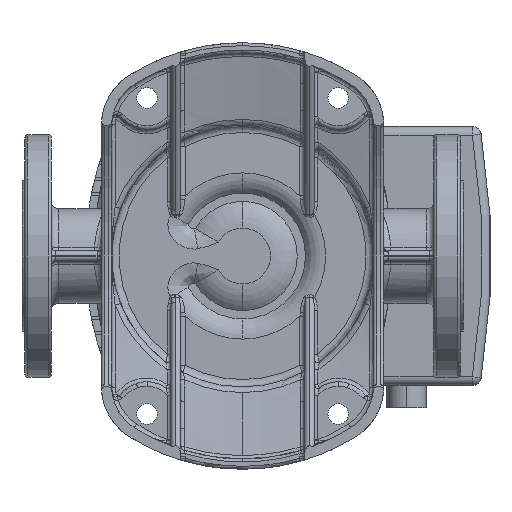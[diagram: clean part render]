
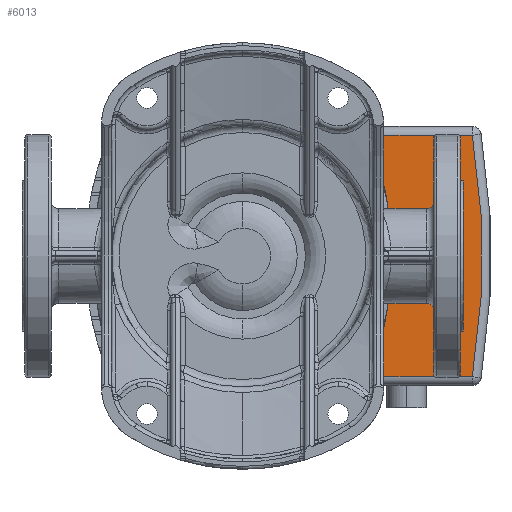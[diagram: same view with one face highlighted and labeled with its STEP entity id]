
A CAD part, front view. The second image highlights one B-rep face of the part: STEP entity #6013.
In plain terms, the highlighted face is planar.
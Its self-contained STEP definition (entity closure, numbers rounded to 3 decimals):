
#418 = VERTEX_POINT ( 'NONE', #10956 ) ;
#455 = LINE ( 'NONE', #17657, #15633 ) ;
#1372 = VERTEX_POINT ( 'NONE', #49903 ) ;
#1540 = CIRCLE ( 'NONE', #47068, 501. ) ;
#2022 = VECTOR ( 'NONE', #2216, 1000. ) ;
#2179 = AXIS2_PLACEMENT_3D ( 'NONE', #4470, #54942, #65930 ) ;
#2216 = DIRECTION ( 'NONE',  ( 1., 0., 0. ) ) ;
#2750 = CIRCLE ( 'NONE', #12100, 90.5 ) ;
#3971 = ORIENTED_EDGE ( 'NONE', *, *, #10138, .T. ) ;
#4119 = CARTESIAN_POINT ( 'NONE',  ( 65.926, 62., -113.5 ) ) ;
#4470 = CARTESIAN_POINT ( 'NONE',  ( -106.5, 0., -113.5 ) ) ;
#5527 = DIRECTION ( 'NONE',  ( 0., -1., 0. ) ) ;
#6013 = ADVANCED_FACE ( 'NONE', ( #44361 ), #66690, .T. ) ;
#6248 = LINE ( 'NONE', #28579, #2022 ) ;
#6595 = CARTESIAN_POINT ( 'NONE',  ( 82.1, 107., -113.5 ) ) ;
#7213 = CARTESIAN_POINT ( 'NONE',  ( -82.1, 64., -113.5 ) ) ;
#8083 = LINE ( 'NONE', #69544, #44252 ) ;
#8834 = DIRECTION ( 'NONE',  ( 1., 0., 0. ) ) ;
#9941 = CARTESIAN_POINT ( 'NONE',  ( 82.1, 156.227, -113.5 ) ) ;
#10138 = EDGE_CURVE ( 'NONE', #46005, #48699, #22714, .T. ) ;
#10177 = DIRECTION ( 'NONE',  ( 0., 0., -1. ) ) ;
#10956 = CARTESIAN_POINT ( 'NONE',  ( -97.182, 64., -113.5 ) ) ;
#11452 = DIRECTION ( 'NONE',  ( 0., 0., 1. ) ) ;
#12100 = AXIS2_PLACEMENT_3D ( 'NONE', #71634, #10177, #67877 ) ;
#15337 = VERTEX_POINT ( 'NONE', #48928 ) ;
#15633 = VECTOR ( 'NONE', #33048, 1000. ) ;
#17657 = CARTESIAN_POINT ( 'NONE',  ( -107., 62., -113.5 ) ) ;
#17958 = VERTEX_POINT ( 'NONE', #4119 ) ;
#18693 = CIRCLE ( 'NONE', #52616, 213.5 ) ;
#20183 = VERTEX_POINT ( 'NONE', #7213 ) ;
#20532 = CARTESIAN_POINT ( 'NONE',  ( 97.182, 64., -113.5 ) ) ;
#20567 = VECTOR ( 'NONE', #39890, 1000. ) ;
#22423 = CARTESIAN_POINT ( 'NONE',  ( 51.5, 107., -113.5 ) ) ;
#22714 = LINE ( 'NONE', #6595, #20567 ) ;
#25452 = ORIENTED_EDGE ( 'NONE', *, *, #70465, .T. ) ;
#25480 = LINE ( 'NONE', #53979, #37189 ) ;
#26420 = EDGE_CURVE ( 'NONE', #46005, #47986, #6248, .T. ) ;
#27137 = ORIENTED_EDGE ( 'NONE', *, *, #34531, .F. ) ;
#28579 = CARTESIAN_POINT ( 'NONE',  ( -107., 64., -113.5 ) ) ;
#29599 = DIRECTION ( 'NONE',  ( 0., -1., 0. ) ) ;
#30250 = EDGE_CURVE ( 'NONE', #42744, #47986, #33736, .T. ) ;
#32259 = DIRECTION ( 'NONE',  ( 0., 0., 1. ) ) ;
#33048 = DIRECTION ( 'NONE',  ( 1., 0., 0. ) ) ;
#33736 = CIRCLE ( 'NONE', #2179, 213.5 ) ;
#34531 = EDGE_CURVE ( 'NONE', #418, #20183, #8083, .T. ) ;
#36282 = DIRECTION ( 'NONE',  ( 0., 0., 1. ) ) ;
#37144 = EDGE_CURVE ( 'NONE', #67969, #20183, #68365, .T. ) ;
#37189 = VECTOR ( 'NONE', #69742, 1000. ) ;
#39890 = DIRECTION ( 'NONE',  ( 0., 1., 0. ) ) ;
#42627 = CARTESIAN_POINT ( 'NONE',  ( -82.1, 156.227, -113.5 ) ) ;
#42694 = ORIENTED_EDGE ( 'NONE', *, *, #46597, .T. ) ;
#42744 = VERTEX_POINT ( 'NONE', #65089 ) ;
#43637 = DIRECTION ( 'NONE',  ( 0., -1., 0. ) ) ;
#44252 = VECTOR ( 'NONE', #52346, 1000. ) ;
#44361 = FACE_OUTER_BOUND ( 'NONE', #59056, .T. ) ;
#46005 = VERTEX_POINT ( 'NONE', #62732 ) ;
#46597 = EDGE_CURVE ( 'NONE', #1372, #15337, #25480, .T. ) ;
#47068 = AXIS2_PLACEMENT_3D ( 'NONE', #66636, #32259, #5527 ) ;
#47986 = VERTEX_POINT ( 'NONE', #20532 ) ;
#48699 = VERTEX_POINT ( 'NONE', #9941 ) ;
#48928 = CARTESIAN_POINT ( 'NONE',  ( -65.926, 62., -113.5 ) ) ;
#49903 = CARTESIAN_POINT ( 'NONE',  ( -97.799, 62., -113.5 ) ) ;
#52346 = DIRECTION ( 'NONE',  ( 1., 0., 0. ) ) ;
#52616 = AXIS2_PLACEMENT_3D ( 'NONE', #64794, #36282, #8834 ) ;
#53155 = ORIENTED_EDGE ( 'NONE', *, *, #71875, .T. ) ;
#53810 = ORIENTED_EDGE ( 'NONE', *, *, #70189, .T. ) ;
#53979 = CARTESIAN_POINT ( 'NONE',  ( -107., 62., -113.5 ) ) ;
#54720 = AXIS2_PLACEMENT_3D ( 'NONE', #22423, #11452, #43637 ) ;
#54942 = DIRECTION ( 'NONE',  ( 0., 0., 1. ) ) ;
#56527 = VECTOR ( 'NONE', #29599, 1000. ) ;
#58100 = CARTESIAN_POINT ( 'NONE',  ( -82.1, 107., -113.5 ) ) ;
#59056 = EDGE_LOOP ( 'NONE', ( #70435, #3971, #53155, #68110, #27137, #68798, #42694, #53810, #25452, #72172 ) ) ;
#62098 = EDGE_CURVE ( 'NONE', #418, #1372, #18693, .T. ) ;
#62732 = CARTESIAN_POINT ( 'NONE',  ( 82.1, 64., -113.5 ) ) ;
#64794 = CARTESIAN_POINT ( 'NONE',  ( 106.5, 0., -113.5 ) ) ;
#65089 = CARTESIAN_POINT ( 'NONE',  ( 97.799, 62., -113.5 ) ) ;
#65930 = DIRECTION ( 'NONE',  ( 1., 0., 0. ) ) ;
#66636 = CARTESIAN_POINT ( 'NONE',  ( 0., -338., -113.5 ) ) ;
#66690 = PLANE ( 'NONE',  #54720 ) ;
#67877 = DIRECTION ( 'NONE',  ( 1., 0., 0. ) ) ;
#67969 = VERTEX_POINT ( 'NONE', #42627 ) ;
#68110 = ORIENTED_EDGE ( 'NONE', *, *, #37144, .T. ) ;
#68365 = LINE ( 'NONE', #58100, #56527 ) ;
#68798 = ORIENTED_EDGE ( 'NONE', *, *, #62098, .T. ) ;
#69544 = CARTESIAN_POINT ( 'NONE',  ( -107., 64., -113.5 ) ) ;
#69742 = DIRECTION ( 'NONE',  ( 1., 0., 0. ) ) ;
#70189 = EDGE_CURVE ( 'NONE', #15337, #17958, #2750, .T. ) ;
#70435 = ORIENTED_EDGE ( 'NONE', *, *, #26420, .F. ) ;
#70465 = EDGE_CURVE ( 'NONE', #17958, #42744, #455, .T. ) ;
#71634 = CARTESIAN_POINT ( 'NONE',  ( 0., 0., -113.5 ) ) ;
#71875 = EDGE_CURVE ( 'NONE', #48699, #67969, #1540, .T. ) ;
#72172 = ORIENTED_EDGE ( 'NONE', *, *, #30250, .T. ) ;
